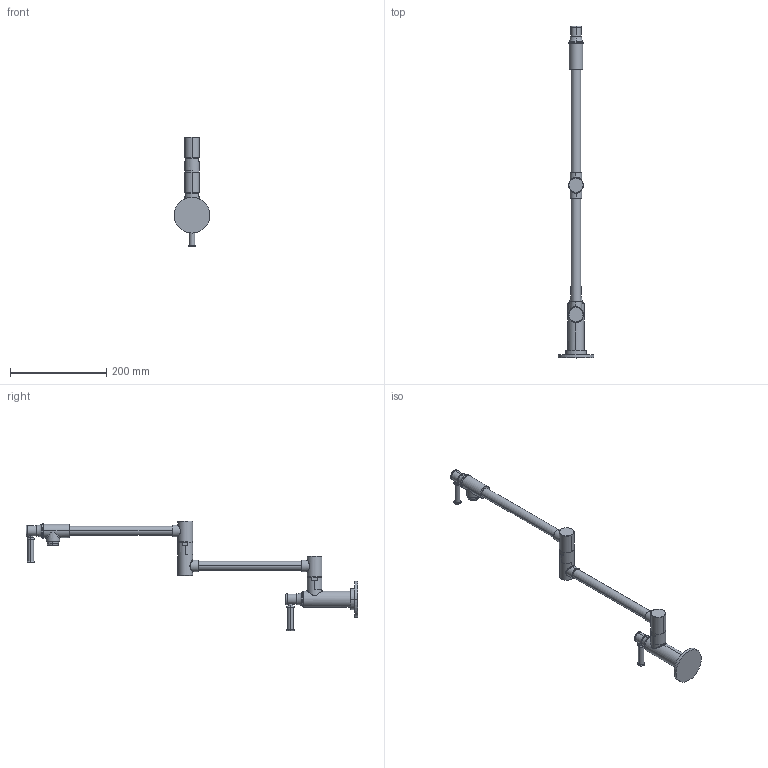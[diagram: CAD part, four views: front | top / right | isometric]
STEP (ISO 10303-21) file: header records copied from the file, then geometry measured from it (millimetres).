
FILE_DESCRIPTION((''),'2;1');
FILE_NAME('2940-5503','2020-12-01T13:14:26',('jinson.thomas'),(''),'CREO PARAMETRIC BY PTC INC, 2018400','CREO PARAMETRIC BY PTC INC, 2018400','');
FILE_SCHEMA(('CONFIG_CONTROL_DESIGN'));
Length unit declared in the file: inch
Products named in the file (1): 2940-5503
Bounding box: 74.17 x 688.85 x 227.26 mm (x, y, z)
Volume: 488468.4 mm3; surface area: 88535 mm2
Topology: 1 solids, 1 shells, 594 faces, 1650 edges, 1086 vertices
Faces by surface type: plane 341, cylinder 206, torus 24, bspline 20, cone 3
Entity records: 21928 total; most frequent: CARTESIAN_POINT 6366, ORIENTED_EDGE 3300, DIRECTION 3238, EDGE_CURVE 1650, VECTOR 1106, LINE 1106, VERTEX_POINT 1086, AXIS2_PLACEMENT_3D 1066
